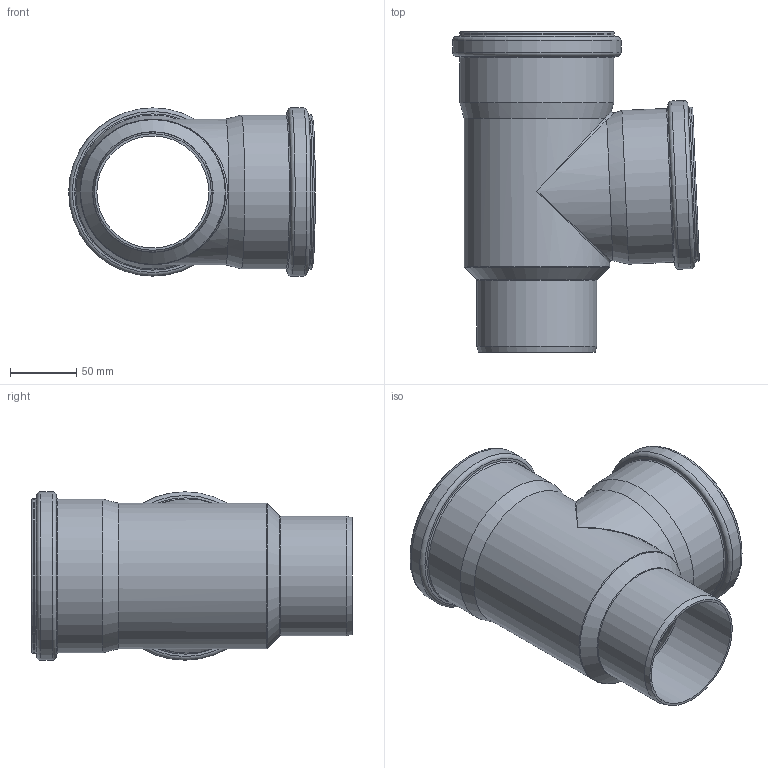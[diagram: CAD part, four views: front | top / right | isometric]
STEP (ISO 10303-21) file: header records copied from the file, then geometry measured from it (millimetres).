
FILE_DESCRIPTION(/* description */ (''),/* implementation_level */ '2;1');
FILE_NAME(/* name */ '175740 HT safe SA Steckabzweig DN110x110x87,5°.stp',/* time_stamp */ '2021-03-28T10:44:22+02:00',/* author */ ('corinna'),/* organization */ (''),/* preprocessor_version */ 'ST-DEVELOPER v18',/* originating_system */ 'Autodesk Inventor 2020',/* authorisation */ '');
FILE_SCHEMA (('AUTOMOTIVE_DESIGN { 1 0 10303 214 3 1 1 }'));
Length unit declared in the file: millimetre
Products named in the file (1): 175740 HT safe SA Steckabzweig DN110x110x87,5°
Bounding box: 186.39 x 242.1 x 127.2 mm (x, y, z)
Volume: 305068.7 mm3; surface area: 212746.1 mm2
Topology: 1 solids, 1 shells, 68 faces, 252 edges, 183 vertices
Faces by surface type: torus 24, cylinder 20, cone 15, plane 5, bspline 4
Full cylindrical faces by diameter (mm): 84.6 x1, 90.6 x1, 104 x2, 110 x1, 110.9 x2, 111.3 x4, 116.3 x2, 116.7 x2, 121.8 x2, 127.2 x2
Entity records: 3200 total; most frequent: CARTESIAN_POINT 821, DIRECTION 573, ORIENTED_EDGE 496, AXIS2_PLACEMENT_3D 269, EDGE_CURVE 248, CIRCLE 193, VERTEX_POINT 183, EDGE_LOOP 73
